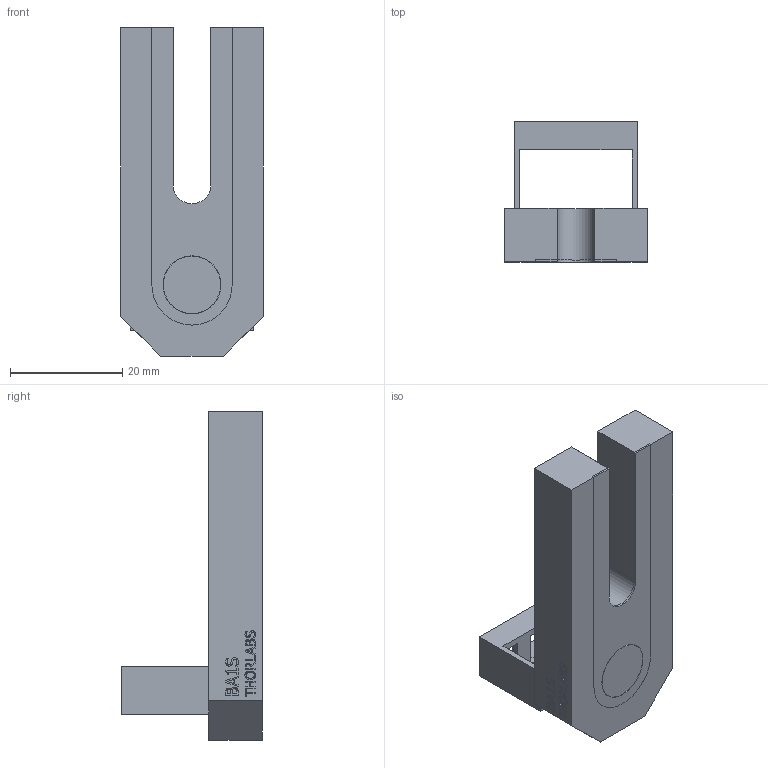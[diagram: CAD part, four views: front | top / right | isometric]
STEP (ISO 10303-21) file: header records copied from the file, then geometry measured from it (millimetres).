
FILE_DESCRIPTION(/* description */ (''),/* implementation_level */ '2;1');
FILE_NAME(/* name */ 'Ceid 2.1.step',/* time_stamp */ '2025-06-17T09:01:52-04:00',/* author */ (''),/* organization */ (''),/* preprocessor_version */ 'ST-DEVELOPER v20.1',/* originating_system */ 'Autodesk Translation Framework v14.10.0.0',/* authorisation */ '');
FILE_SCHEMA (('AUTOMOTIVE_DESIGN { 1 0 10303 214 3 1 1 }'));
Length unit declared in the file: millimetre
Products named in the file (3): SSC01; SSC006; 0079-E0W
Assembly tree (2 placements, depth 2):
  SSC01
    SSC006
    0079-E0W
Bounding box: 25.4 x 25.02 x 58.42 mm (x, y, z)
Volume: 23637.1 mm3; surface area: 11339.6 mm2
Topology: 2 solids, 2 shells, 468 faces, 1259 edges, 838 vertices
Faces by surface type: plane 300, bspline 158, cylinder 10
Full cylindrical faces by diameter (mm): 6.731 x2, 10.229 x2, 10.312 x2
Entity records: 20960 total; most frequent: CARTESIAN_POINT 10184, ORIENTED_EDGE 2518, DIRECTION 1593, EDGE_CURVE 1259, LINE 923, VECTOR 923, VERTEX_POINT 838, EDGE_LOOP 519
